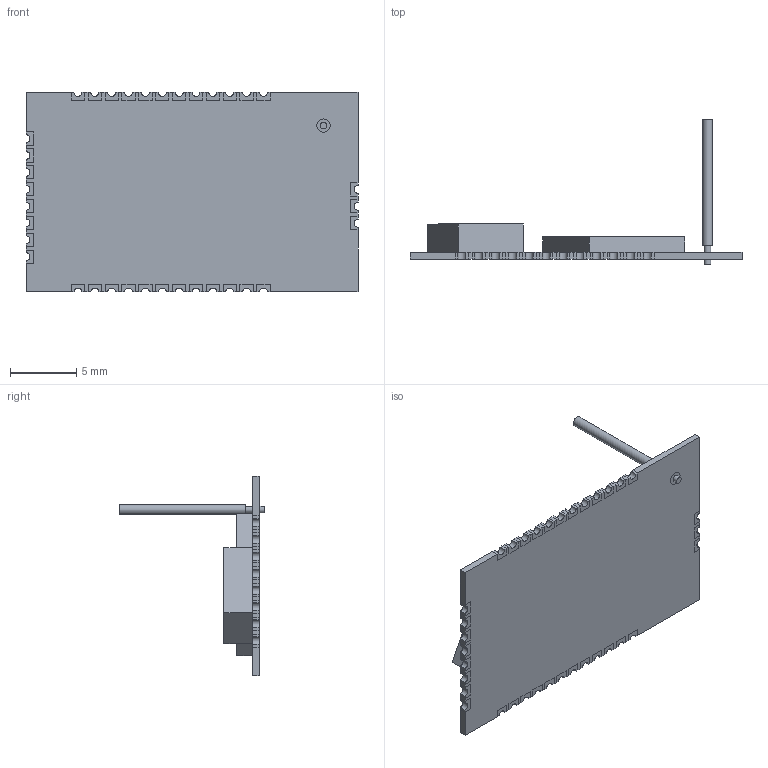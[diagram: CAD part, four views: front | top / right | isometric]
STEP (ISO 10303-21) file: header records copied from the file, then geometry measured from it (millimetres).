
FILE_DESCRIPTION(/* description */ (''),/* implementation_level */ '2;1');
FILE_NAME(/* name */ 'ZUno.step',/* time_stamp */ '2022-09-20T15:51:02+02:00',/* author */ (''),/* organization */ (''),/* preprocessor_version */ 'ST-DEVELOPER v19',/* originating_system */ 'Autodesk Translation Framework v11.7.0.108',/* authorisation */ '');
FILE_SCHEMA (('AUTOMOTIVE_DESIGN { 1 0 10303 214 3 1 1 }'));
Length unit declared in the file: millimetre
Products named in the file (1): ZUno
Bounding box: 25 x 10.88 x 15 mm (x, y, z)
Volume: 329.3 mm3; surface area: 1192.8 mm2
Topology: 42 solids, 42 shells, 453 faces, 1107 edges, 738 vertices
Faces by surface type: plane 411, cylinder 42
Full cylindrical faces by diameter (mm): 0.5 x4, 0.75 x1, 1 x2
Entity records: 13137 total; most frequent: CARTESIAN_POINT 2299, ORIENTED_EDGE 2214, DIRECTION 2099, EDGE_CURVE 1107, LINE 1023, VECTOR 1023, VERTEX_POINT 738, AXIS2_PLACEMENT_3D 538
